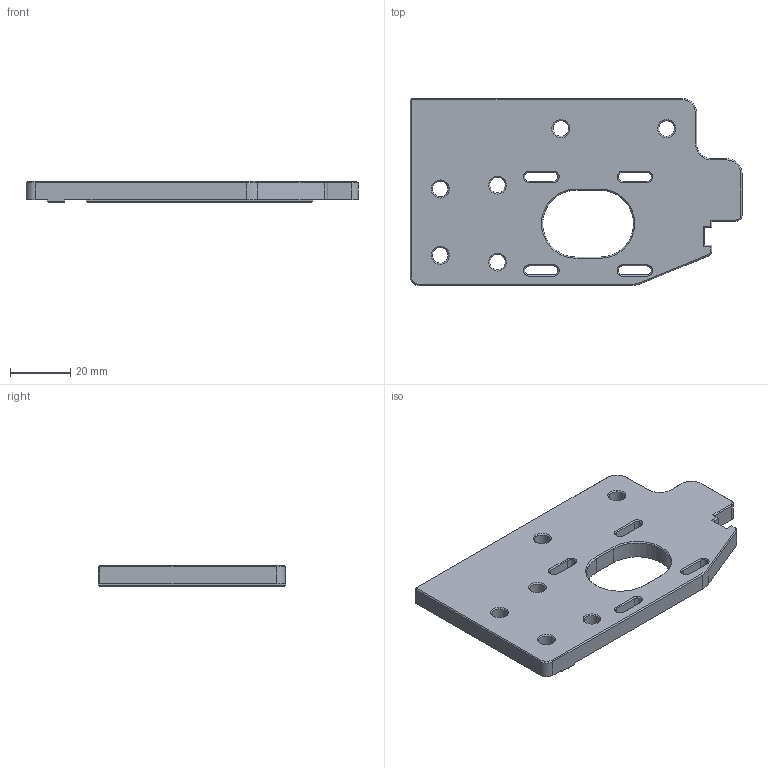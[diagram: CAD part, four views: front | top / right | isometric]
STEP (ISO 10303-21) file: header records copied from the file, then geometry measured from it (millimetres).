
FILE_DESCRIPTION(/* description */ (''),/* implementation_level */ '2;1');
FILE_NAME(/* name */ 'RL_TOP.step',/* time_stamp */ '2024-06-08T19:36:22+09:00',/* author */ (''),/* organization */ (''),/* preprocessor_version */ 'ST-DEVELOPER v20',/* originating_system */ 'Autodesk Translation Framework v13.14.0.145',/* authorisation */ '');
FILE_SCHEMA (('AUTOMOTIVE_DESIGN { 1 0 10303 214 3 1 1 }'));
Length unit declared in the file: millimetre
Products named in the file (1): RL_TOP
Bounding box: 110 x 62 x 7 mm (x, y, z)
Volume: 32701.1 mm3; surface area: 14533.9 mm2
Topology: 1 solids, 1 shells, 116 faces, 299 edges, 181 vertices
Faces by surface type: plane 70, cone 23, cylinder 23
Full cylindrical faces by diameter (mm): 5.1 x2, 5.2 x4
Entity records: 3552 total; most frequent: DIRECTION 618, ORIENTED_EDGE 598, CARTESIAN_POINT 597, EDGE_CURVE 299, LINE 214, VECTOR 214, AXIS2_PLACEMENT_3D 202, VERTEX_POINT 181
